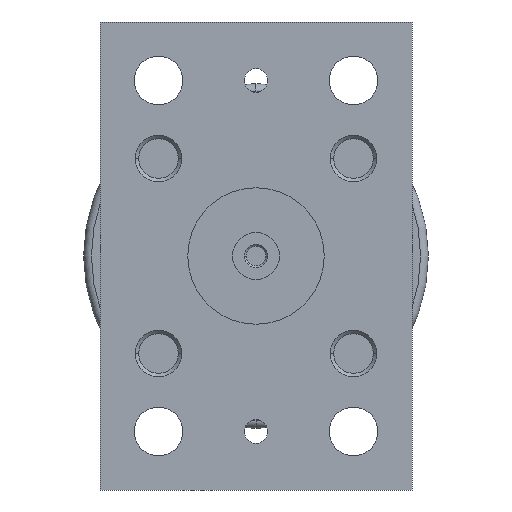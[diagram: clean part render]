
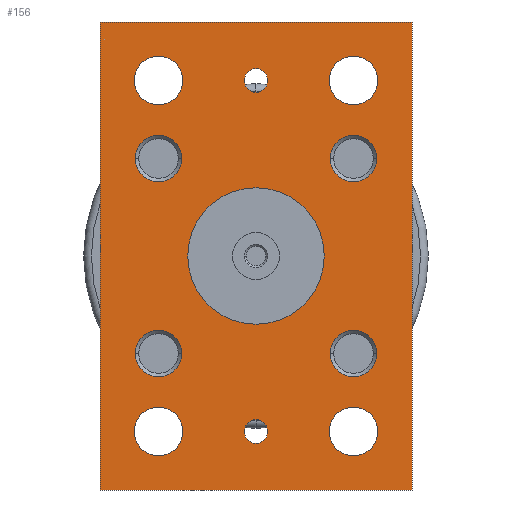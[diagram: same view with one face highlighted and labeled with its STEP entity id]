
A CAD part, left-side view. The second image highlights one B-rep face of the part: STEP entity #156.
In plain terms, the highlighted planar face has unit normal (-1, 0, 0).
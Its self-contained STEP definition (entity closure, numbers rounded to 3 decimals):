
#156=ADVANCED_FACE('',(#375,#376,#377,#378,#379,#380,#381,#382,#383,#384,#385,#386),#387,.F.);
#375=FACE_BOUND('',#618,.T.);
#376=FACE_BOUND('',#619,.T.);
#377=FACE_BOUND('',#620,.T.);
#378=FACE_BOUND('',#621,.T.);
#379=FACE_BOUND('',#622,.T.);
#380=FACE_BOUND('',#623,.T.);
#381=FACE_BOUND('',#624,.T.);
#382=FACE_BOUND('',#625,.T.);
#383=FACE_BOUND('',#626,.T.);
#384=FACE_BOUND('',#627,.T.);
#385=FACE_BOUND('',#628,.T.);
#386=FACE_OUTER_BOUND('',#629,.T.);
#387=PLANE('',#630);
#618=EDGE_LOOP('',(#1402,#1403));
#619=EDGE_LOOP('',(#1404,#1405));
#620=EDGE_LOOP('',(#1406,#1407));
#621=EDGE_LOOP('',(#1408,#1409));
#622=EDGE_LOOP('',(#1410,#1411));
#623=EDGE_LOOP('',(#1412,#1413));
#624=EDGE_LOOP('',(#1414,#1415));
#625=EDGE_LOOP('',(#1416,#1417));
#626=EDGE_LOOP('',(#1418,#1419));
#627=EDGE_LOOP('',(#1420,#1421));
#628=EDGE_LOOP('',(#1422,#1423));
#629=EDGE_LOOP('',(#1424,#1425,#1426,#1427));
#630=AXIS2_PLACEMENT_3D('',#1428,#1429,#1430);
#1402=ORIENTED_EDGE('',*,*,#1678,.T.);
#1403=ORIENTED_EDGE('',*,*,#1677,.T.);
#1404=ORIENTED_EDGE('',*,*,#1673,.T.);
#1405=ORIENTED_EDGE('',*,*,#1680,.T.);
#1406=ORIENTED_EDGE('',*,*,#1663,.T.);
#1407=ORIENTED_EDGE('',*,*,#1684,.T.);
#1408=ORIENTED_EDGE('',*,*,#1653,.T.);
#1409=ORIENTED_EDGE('',*,*,#1688,.T.);
#1410=ORIENTED_EDGE('',*,*,#1643,.T.);
#1411=ORIENTED_EDGE('',*,*,#1692,.T.);
#1412=ORIENTED_EDGE('',*,*,#1696,.T.);
#1413=ORIENTED_EDGE('',*,*,#1633,.T.);
#1414=ORIENTED_EDGE('',*,*,#1698,.T.);
#1415=ORIENTED_EDGE('',*,*,#1629,.T.);
#1416=ORIENTED_EDGE('',*,*,#1700,.T.);
#1417=ORIENTED_EDGE('',*,*,#1625,.T.);
#1418=ORIENTED_EDGE('',*,*,#1702,.T.);
#1419=ORIENTED_EDGE('',*,*,#1621,.T.);
#1420=ORIENTED_EDGE('',*,*,#1704,.T.);
#1421=ORIENTED_EDGE('',*,*,#1617,.T.);
#1422=ORIENTED_EDGE('',*,*,#1706,.T.);
#1423=ORIENTED_EDGE('',*,*,#1613,.T.);
#1424=ORIENTED_EDGE('',*,*,#1718,.T.);
#1425=ORIENTED_EDGE('',*,*,#1714,.F.);
#1426=ORIENTED_EDGE('',*,*,#1716,.F.);
#1427=ORIENTED_EDGE('',*,*,#1710,.F.);
#1428=CARTESIAN_POINT('',(0.0,0.0,0.0));
#1429=DIRECTION('',(1.0,0.0,0.0));
#1430=DIRECTION('',(0.0,0.0,-1.0));
#1613=EDGE_CURVE('',#1959,#1963,#1965,.T.);
#1617=EDGE_CURVE('',#1967,#1971,#1973,.T.);
#1621=EDGE_CURVE('',#1975,#1979,#1981,.T.);
#1625=EDGE_CURVE('',#1983,#1987,#1989,.T.);
#1629=EDGE_CURVE('',#1991,#1995,#1997,.T.);
#1633=EDGE_CURVE('',#1999,#2003,#2005,.T.);
#1643=EDGE_CURVE('',#2019,#2021,#2023,.T.);
#1653=EDGE_CURVE('',#2037,#2039,#2041,.T.);
#1663=EDGE_CURVE('',#2055,#2057,#2059,.T.);
#1673=EDGE_CURVE('',#2073,#2075,#2077,.T.);
#1677=EDGE_CURVE('',#2079,#2083,#2085,.T.);
#1678=EDGE_CURVE('',#2083,#2079,#2086,.T.);
#1680=EDGE_CURVE('',#2075,#2073,#2088,.T.);
#1684=EDGE_CURVE('',#2057,#2055,#2092,.T.);
#1688=EDGE_CURVE('',#2039,#2037,#2096,.T.);
#1692=EDGE_CURVE('',#2021,#2019,#2100,.T.);
#1696=EDGE_CURVE('',#2003,#1999,#2104,.T.);
#1698=EDGE_CURVE('',#1995,#1991,#2106,.T.);
#1700=EDGE_CURVE('',#1987,#1983,#2108,.T.);
#1702=EDGE_CURVE('',#1979,#1975,#2110,.T.);
#1704=EDGE_CURVE('',#1971,#1967,#2112,.T.);
#1706=EDGE_CURVE('',#1963,#1959,#2114,.T.);
#1710=EDGE_CURVE('',#2119,#2121,#2122,.T.);
#1714=EDGE_CURVE('',#2127,#2129,#2130,.T.);
#1716=EDGE_CURVE('',#2121,#2127,#2132,.T.);
#1718=EDGE_CURVE('',#2119,#2129,#2134,.T.);
#1959=VERTEX_POINT('',#2437);
#1963=VERTEX_POINT('',#2442);
#1965=CIRCLE('',#2445,6.25);
#1967=VERTEX_POINT('',#2447);
#1971=VERTEX_POINT('',#2452);
#1973=CIRCLE('',#2455,6.25);
#1975=VERTEX_POINT('',#2457);
#1979=VERTEX_POINT('',#2462);
#1981=CIRCLE('',#2465,6.25);
#1983=VERTEX_POINT('',#2467);
#1987=VERTEX_POINT('',#2472);
#1989=CIRCLE('',#2475,6.25);
#1991=VERTEX_POINT('',#2477);
#1995=VERTEX_POINT('',#2482);
#1997=CIRCLE('',#2485,3.0);
#1999=VERTEX_POINT('',#2487);
#2003=VERTEX_POINT('',#2492);
#2005=CIRCLE('',#2495,3.0);
#2019=VERTEX_POINT('',#2513);
#2021=VERTEX_POINT('',#2516);
#2023=CIRCLE('',#2519,6.0);
#2037=VERTEX_POINT('',#2537);
#2039=VERTEX_POINT('',#2540);
#2041=CIRCLE('',#2543,6.0);
#2055=VERTEX_POINT('',#2561);
#2057=VERTEX_POINT('',#2564);
#2059=CIRCLE('',#2567,6.0);
#2073=VERTEX_POINT('',#2585);
#2075=VERTEX_POINT('',#2588);
#2077=CIRCLE('',#2591,6.0);
#2079=VERTEX_POINT('',#2593);
#2083=VERTEX_POINT('',#2598);
#2085=CIRCLE('',#2601,17.5);
#2086=CIRCLE('',#2602,17.5);
#2088=CIRCLE('',#2604,6.0);
#2092=CIRCLE('',#2608,6.0);
#2096=CIRCLE('',#2612,6.0);
#2100=CIRCLE('',#2616,6.0);
#2104=CIRCLE('',#2620,3.0);
#2106=CIRCLE('',#2622,3.0);
#2108=CIRCLE('',#2624,6.25);
#2110=CIRCLE('',#2626,6.25);
#2112=CIRCLE('',#2628,6.25);
#2114=CIRCLE('',#2630,6.25);
#2119=VERTEX_POINT('',#2636);
#2121=VERTEX_POINT('',#2639);
#2122=LINE('',#2640,#2641);
#2127=VERTEX_POINT('',#2648);
#2129=VERTEX_POINT('',#2651);
#2130=LINE('',#2652,#2653);
#2132=LINE('',#2656,#2657);
#2134=LINE('',#2660,#2661);
#2437=CARTESIAN_POINT('',(0.0,-25.0,-51.25));
#2442=CARTESIAN_POINT('',(0.0,-25.0,-38.75));
#2445=AXIS2_PLACEMENT_3D('',#2974,#2975,#2976);
#2447=CARTESIAN_POINT('',(0.0,-25.0,38.75));
#2452=CARTESIAN_POINT('',(0.0,-25.0,51.25));
#2455=AXIS2_PLACEMENT_3D('',#2982,#2983,#2984);
#2457=CARTESIAN_POINT('',(0.0,25.0,-51.25));
#2462=CARTESIAN_POINT('',(0.0,25.0,-38.75));
#2465=AXIS2_PLACEMENT_3D('',#2990,#2991,#2992);
#2467=CARTESIAN_POINT('',(0.0,25.0,38.75));
#2472=CARTESIAN_POINT('',(0.0,25.0,51.25));
#2475=AXIS2_PLACEMENT_3D('',#2998,#2999,#3000);
#2477=CARTESIAN_POINT('',(0.0,0.,-48.0));
#2482=CARTESIAN_POINT('',(0.0,0.0,-42.0));
#2485=AXIS2_PLACEMENT_3D('',#3006,#3007,#3008);
#2487=CARTESIAN_POINT('',(0.0,0.,42.0));
#2492=CARTESIAN_POINT('',(0.0,0.0,48.0));
#2495=AXIS2_PLACEMENT_3D('',#3014,#3015,#3016);
#2513=CARTESIAN_POINT('',(0.,-19.0,-25.0));
#2516=CARTESIAN_POINT('',(0.0,-31.0,-25.0));
#2519=AXIS2_PLACEMENT_3D('',#3032,#3033,#3034);
#2537=CARTESIAN_POINT('',(0.,-19.0,25.0));
#2540=CARTESIAN_POINT('',(0.0,-31.0,25.0));
#2543=AXIS2_PLACEMENT_3D('',#3050,#3051,#3052);
#2561=CARTESIAN_POINT('',(0.,31.0,-25.0));
#2564=CARTESIAN_POINT('',(0.0,19.0,-25.0));
#2567=AXIS2_PLACEMENT_3D('',#3068,#3069,#3070);
#2585=CARTESIAN_POINT('',(0.,31.0,25.0));
#2588=CARTESIAN_POINT('',(0.0,19.0,25.0));
#2591=AXIS2_PLACEMENT_3D('',#3086,#3087,#3088);
#2593=CARTESIAN_POINT('',(0.0,0.,-17.5));
#2598=CARTESIAN_POINT('',(0.0,0.0,17.5));
#2601=AXIS2_PLACEMENT_3D('',#3094,#3095,#3096);
#2602=AXIS2_PLACEMENT_3D('',#3097,#3098,#3099);
#2604=AXIS2_PLACEMENT_3D('',#3103,#3104,#3105);
#2608=AXIS2_PLACEMENT_3D('',#3115,#3116,#3117);
#2612=AXIS2_PLACEMENT_3D('',#3127,#3128,#3129);
#2616=AXIS2_PLACEMENT_3D('',#3139,#3140,#3141);
#2620=AXIS2_PLACEMENT_3D('',#3151,#3152,#3153);
#2622=AXIS2_PLACEMENT_3D('',#3157,#3158,#3159);
#2624=AXIS2_PLACEMENT_3D('',#3163,#3164,#3165);
#2626=AXIS2_PLACEMENT_3D('',#3169,#3170,#3171);
#2628=AXIS2_PLACEMENT_3D('',#3175,#3176,#3177);
#2630=AXIS2_PLACEMENT_3D('',#3181,#3182,#3183);
#2636=CARTESIAN_POINT('',(0.0,40.0,60.0));
#2639=CARTESIAN_POINT('',(0.0,-40.0,60.0));
#2640=CARTESIAN_POINT('',(0.0,0.0,60.0));
#2641=VECTOR('',#3189,1.0);
#2648=CARTESIAN_POINT('',(0.0,-40.0,-60.0));
#2651=CARTESIAN_POINT('',(0.0,40.0,-60.0));
#2652=CARTESIAN_POINT('',(0.0,0.0,-60.0));
#2653=VECTOR('',#3193,1.0);
#2656=CARTESIAN_POINT('',(0.0,-40.0,0.0));
#2657=VECTOR('',#3195,1.0);
#2660=CARTESIAN_POINT('',(0.0,40.0,0.0));
#2661=VECTOR('',#3197,1.0);
#2974=CARTESIAN_POINT('',(0.0,-25.0,-45.0));
#2975=DIRECTION('',(1.0,0.0,0.0));
#2976=DIRECTION('',(0.0,0.0,-1.0));
#2982=CARTESIAN_POINT('',(0.0,-25.0,45.0));
#2983=DIRECTION('',(1.0,0.0,0.0));
#2984=DIRECTION('',(0.0,0.0,-1.0));
#2990=CARTESIAN_POINT('',(0.0,25.0,-45.0));
#2991=DIRECTION('',(1.0,0.0,0.0));
#2992=DIRECTION('',(0.0,0.0,-1.0));
#2998=CARTESIAN_POINT('',(0.0,25.0,45.0));
#2999=DIRECTION('',(1.0,0.0,0.0));
#3000=DIRECTION('',(0.0,0.0,-1.0));
#3006=CARTESIAN_POINT('',(0.0,0.0,-45.0));
#3007=DIRECTION('',(1.0,0.0,0.0));
#3008=DIRECTION('',(0.0,0.0,-1.0));
#3014=CARTESIAN_POINT('',(0.0,0.0,45.0));
#3015=DIRECTION('',(1.0,0.0,0.0));
#3016=DIRECTION('',(0.0,0.0,-1.0));
#3032=CARTESIAN_POINT('',(0.0,-25.0,-25.0));
#3033=DIRECTION('',(1.0,0.0,0.0));
#3034=DIRECTION('',(0.0,1.0,0.0));
#3050=CARTESIAN_POINT('',(0.0,-25.0,25.0));
#3051=DIRECTION('',(1.0,0.0,0.0));
#3052=DIRECTION('',(0.0,1.0,0.0));
#3068=CARTESIAN_POINT('',(0.0,25.0,-25.0));
#3069=DIRECTION('',(1.0,0.0,0.0));
#3070=DIRECTION('',(0.0,1.0,0.0));
#3086=CARTESIAN_POINT('',(0.0,25.0,25.0));
#3087=DIRECTION('',(1.0,0.0,0.0));
#3088=DIRECTION('',(0.0,1.0,0.0));
#3094=CARTESIAN_POINT('',(0.0,0.0,0.0));
#3095=DIRECTION('',(1.0,0.0,0.0));
#3096=DIRECTION('',(0.0,0.0,-1.0));
#3097=CARTESIAN_POINT('',(0.0,0.0,0.0));
#3098=DIRECTION('',(1.0,0.0,0.0));
#3099=DIRECTION('',(0.0,0.0,-1.0));
#3103=CARTESIAN_POINT('',(0.0,25.0,25.0));
#3104=DIRECTION('',(1.0,0.0,0.0));
#3105=DIRECTION('',(0.0,1.0,0.0));
#3115=CARTESIAN_POINT('',(0.0,25.0,-25.0));
#3116=DIRECTION('',(1.0,0.0,0.0));
#3117=DIRECTION('',(0.0,1.0,0.0));
#3127=CARTESIAN_POINT('',(0.0,-25.0,25.0));
#3128=DIRECTION('',(1.0,0.0,0.0));
#3129=DIRECTION('',(0.0,1.0,0.0));
#3139=CARTESIAN_POINT('',(0.0,-25.0,-25.0));
#3140=DIRECTION('',(1.0,0.0,0.0));
#3141=DIRECTION('',(0.0,1.0,0.0));
#3151=CARTESIAN_POINT('',(0.0,0.0,45.0));
#3152=DIRECTION('',(1.0,0.0,0.0));
#3153=DIRECTION('',(0.0,0.0,-1.0));
#3157=CARTESIAN_POINT('',(0.0,0.0,-45.0));
#3158=DIRECTION('',(1.0,0.0,0.0));
#3159=DIRECTION('',(0.0,0.0,-1.0));
#3163=CARTESIAN_POINT('',(0.0,25.0,45.0));
#3164=DIRECTION('',(1.0,0.0,0.0));
#3165=DIRECTION('',(0.0,0.0,-1.0));
#3169=CARTESIAN_POINT('',(0.0,25.0,-45.0));
#3170=DIRECTION('',(1.0,0.0,0.0));
#3171=DIRECTION('',(0.0,0.0,-1.0));
#3175=CARTESIAN_POINT('',(0.0,-25.0,45.0));
#3176=DIRECTION('',(1.0,0.0,0.0));
#3177=DIRECTION('',(0.0,0.0,-1.0));
#3181=CARTESIAN_POINT('',(0.0,-25.0,-45.0));
#3182=DIRECTION('',(1.0,0.0,0.0));
#3183=DIRECTION('',(0.0,0.0,-1.0));
#3189=DIRECTION('',(0.0,-1.0,0.0));
#3193=DIRECTION('',(0.0,1.0,0.0));
#3195=DIRECTION('',(0.0,0.0,-1.0));
#3197=DIRECTION('',(0.0,0.0,-1.0));
